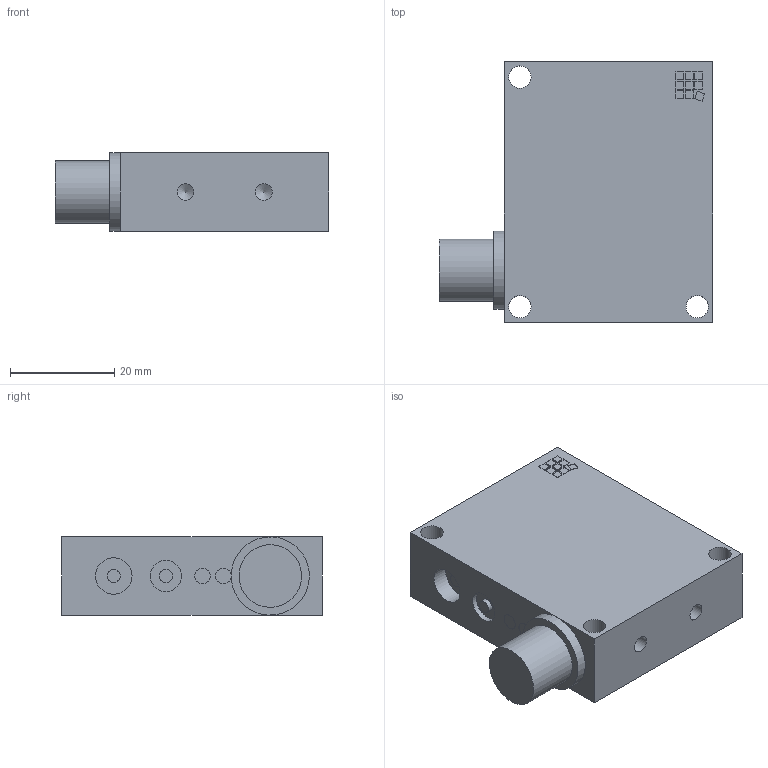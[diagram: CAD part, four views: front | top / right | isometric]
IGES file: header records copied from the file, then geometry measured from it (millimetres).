
Global section: file name: No Iges File Name specified; native system: AutoDesk Inventor R10; preprocessor: AutoDesk Inventor Iges Exporter R10; author: No Author specified; organization: No Organization specified; date: 20080515.121005; units: millimetre
Bounding box: 52.5 x 50 x 15 mm (x, y, z)
Volume: 30659.7 mm3; surface area: 8266.4 mm2
Topology: 2 solids, 2 shells, 124 faces, 288 edges, 192 vertices
Faces by surface type: plane 108, revolution 8, cylinder 4, bspline 4
Full cylindrical faces by diameter (mm): 2.5 x2, 12 x1, 15 x1
